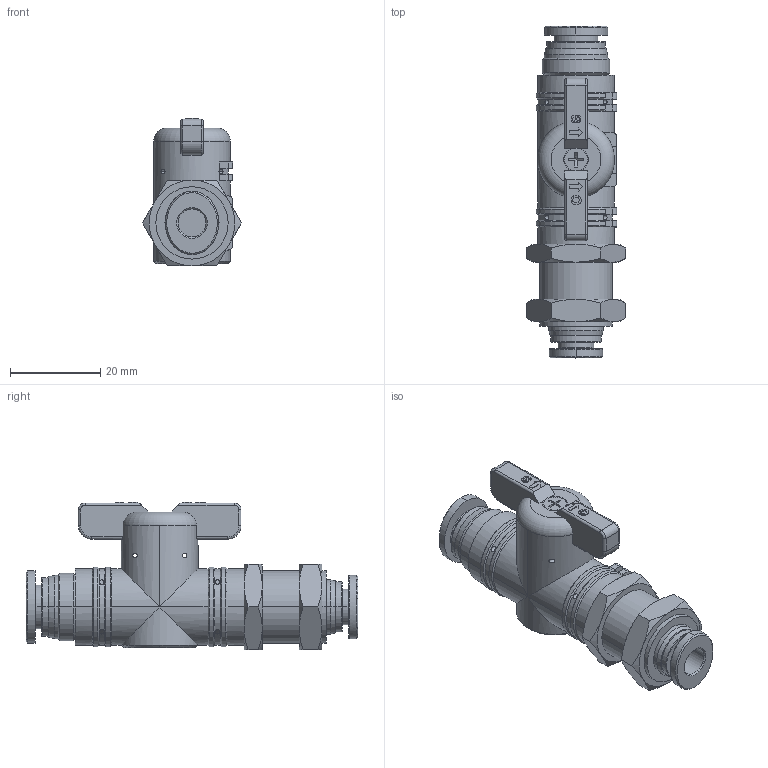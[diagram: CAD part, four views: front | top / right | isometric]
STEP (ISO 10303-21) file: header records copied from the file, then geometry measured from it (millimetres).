
FILE_DESCRIPTION((''),'2;1');
FILE_NAME('BM200606-mdt.stp','2017-07-24T19:19:19',(''),(''),'Mechanical Desktop 2009','Mechanical Desktop 2009',', , ');
FILE_SCHEMA(('CONFIG_CONTROL_DESIGN'));
Length unit declared in the file: millimetre
Products named in the file (15): BM200606-MDT; PART1; GE3SCREW_1; FFF; COLLAR-06C; BM; COLLAR-06L; 20-R01; 20-R02; BC8-20; COLLAR-08C; BOLT-M3; BC6-20; HA; HANDLE-20
Assembly tree (16 placements, depth 3):
  BM200606-MDT
    PART1
    GE3SCREW_1
    FFF
      COLLAR-06C
    BM
      COLLAR-06L
    20-R01
    20-R02
    BC8-20
      COLLAR-08C
    BOLT-M3
    BC6-20
      COLLAR-06C
    HA  x2
    HANDLE-20
Bounding box: 21.94 x 73.5 x 32.7 mm (x, y, z)
Volume: 18771.5 mm3; surface area: 7443.9 mm2
Topology: 2 solids, 2 shells, 430 faces, 1092 edges, 694 vertices
Faces by surface type: plane 239, cylinder 106, cone 56, torus 18, bspline 11
Entity records: 14971 total; most frequent: CARTESIAN_POINT 4479, ORIENTED_EDGE 2180, DIRECTION 2092, EDGE_CURVE 1090, AXIS2_PLACEMENT_3D 709, VERTEX_POINT 694, VECTOR 674, LINE 674
